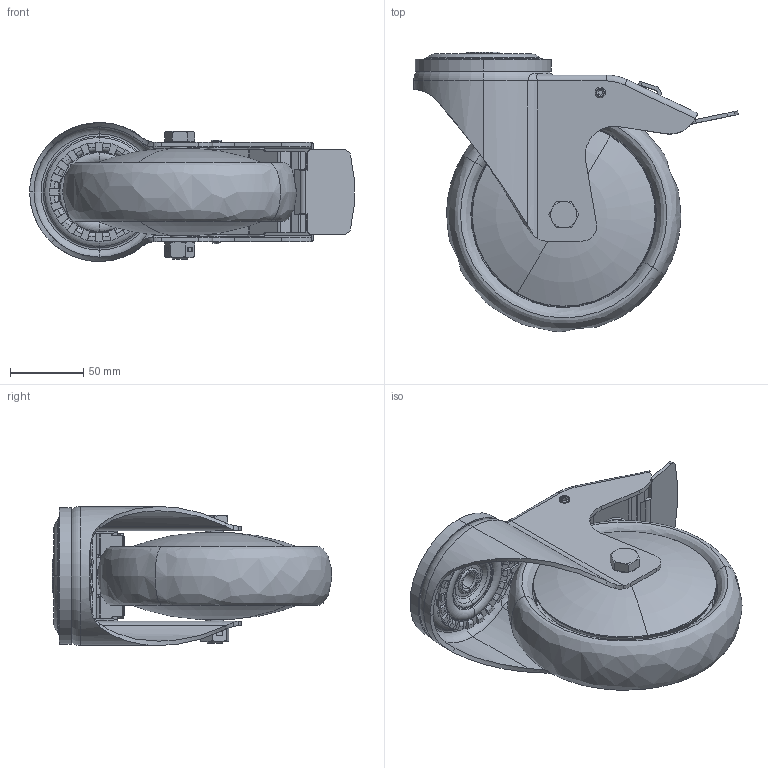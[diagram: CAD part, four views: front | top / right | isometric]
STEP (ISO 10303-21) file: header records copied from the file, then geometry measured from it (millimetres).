
FILE_DESCRIPTION (( 'STEP AP214' ), '1' );
FILE_NAME ('0056243.step', '2023-11-07T11:42:13', ( '' ), ( '' ), 'SwSTEP 2.0', 'SolidWorks 2020', '' );
FILE_SCHEMA (( 'AUTOMOTIVE_DESIGN' ));
Length unit declared in the file: millimetre
Products named in the file (1): 0056243
Bounding box: 221.77 x 190.92 x 95 mm (x, y, z)
Volume: 643383.6 mm3; surface area: 274181.7 mm2
Topology: 22 solids, 23 shells, 1230 faces, 3019 edges, 1841 vertices
Faces by surface type: plane 449, cylinder 320, torus 247, cone 117, bspline 59, sphere 38
Entity records: 56729 total; most frequent: CARTESIAN_POINT 14032, DIRECTION 6352, ORIENTED_EDGE 5942, EDGE_CURVE 2971, AXIS2_PLACEMENT_3D 2569, VERTEX_POINT 1817, CIRCLE 1397, EDGE_LOOP 1304
